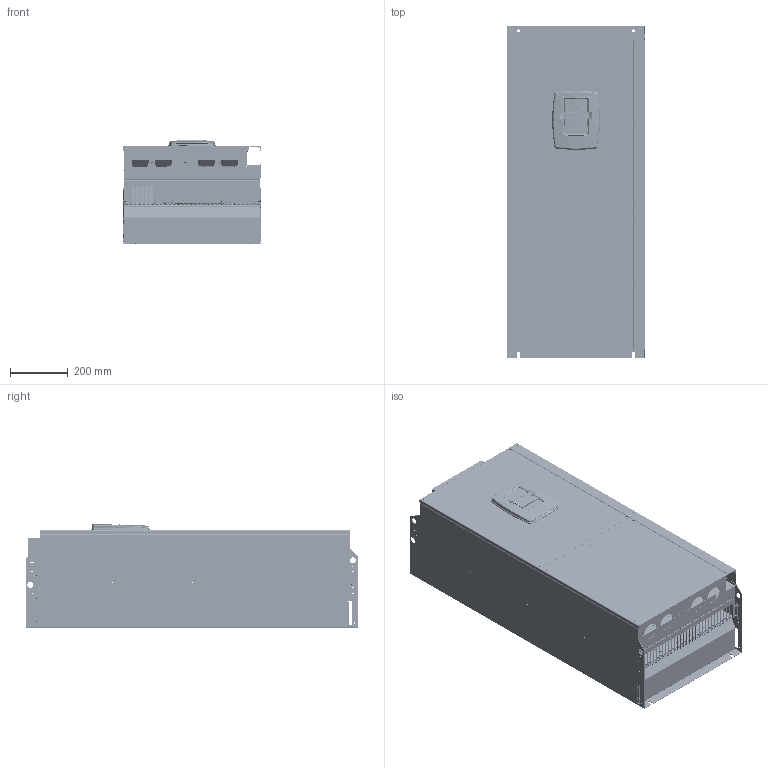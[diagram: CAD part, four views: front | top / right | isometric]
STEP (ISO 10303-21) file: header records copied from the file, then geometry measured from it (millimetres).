
FILE_DESCRIPTION((''),'2;1');
FILE_NAME('FR09_DC_COVER_SMALL','2020-11-05T',('U325185'),('Danfoss Power Electronics'),'CREO PARAMETRIC BY PTC INC, 2018070','CREO PARAMETRIC BY PTC INC, 2018070','');
FILE_SCHEMA(('CONFIG_CONTROL_DESIGN','GEOMETRIC_VALIDATION_PROPERTIES_MIM'));
Products named in the file (1): FR09_DC_COVER_SMALL
Bounding box: 480 x 1150 x 361.9 mm (x, y, z)
Volume: 1591022.9 mm3; surface area: 8017806.2 mm2
Topology: 14 solids, 92 shells, 8606 faces, 23541 edges, 15083 vertices
Faces by surface type: cylinder 3799, plane 3765, cone 357, bspline 324, torus 202, extrusion 83, sphere 59, revolution 17
Entity records: 391385 total; most frequent: CARTESIAN_POINT 75396, ORIENTED_EDGE 45945, DIRECTION 44622, EDGE_CURVE 23461, PRESENTATION_STYLE_ASSIGNMENT 23186, STYLED_ITEM 19255, CURVE_STYLE 16773, AXIS2_PLACEMENT_3D 15640
